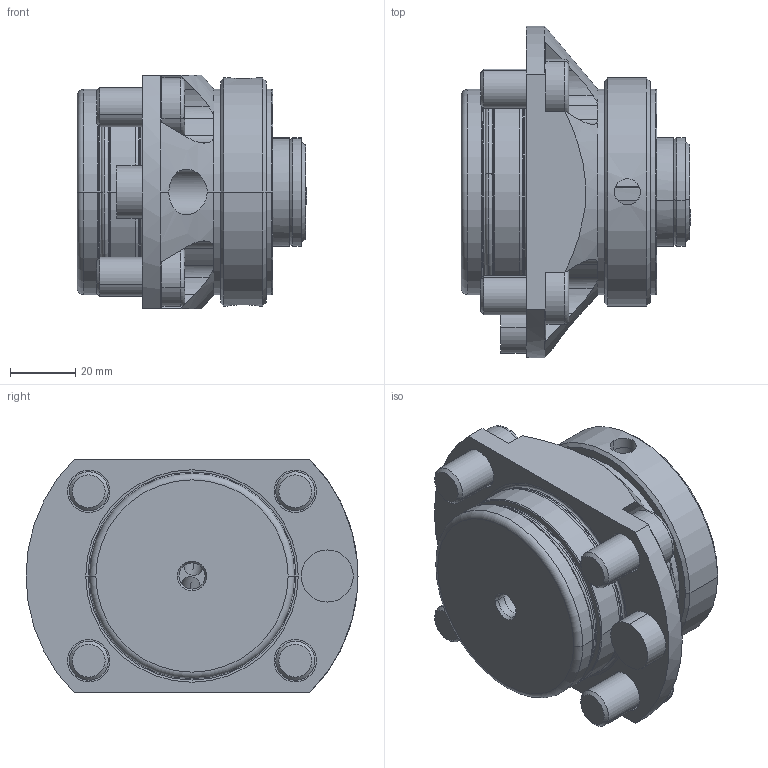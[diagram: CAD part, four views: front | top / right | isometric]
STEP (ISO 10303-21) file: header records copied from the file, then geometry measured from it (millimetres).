
FILE_DESCRIPTION (( 'STEP AP214' ), '1' );
FILE_NAME ('U63.HA6.001.040.STEP', '2011-10-06T11:45:11', ( 'SwiAdmin' ), ( '' ), 'SwSTEP 2.0', 'SolidWorks 2011', '' );
FILE_SCHEMA (( 'AUTOMOTIVE_DESIGN' ));
Length unit declared in the file: millimetre
Products named in the file (15): DIN 3771 - 55x2.5; DIN 7984 - M12 x 20_DIN 7984 - M12 x 20 --- 20N; U63-ER1.001.014_A; HA6-ER2.002.010; ISO 2338 - 5 h8 x 14_Default; HA6-ER1.001.000; Stift6; Spindel6; Backe6; Dichtung6; O-Ring; Grundkörper1; HA6-ER3.003.014; U63-HA6.001.040_C; U63.HA6.001.040
Assembly tree (18 placements, depth 3):
  U63.HA6.001.040
    DIN 7984 - M12 x 20_DIN 7984 - M12 x 20 --- 20N  x4
    DIN 3771 - 55x2.5
    HA6-ER3.003.014
    HA6-ER1.001.000
      Stift6
      Backe6  x2
      O-Ring
      Spindel6
      Dichtung6
      Grundkörper1
    U63-ER1.001.014_A
    U63-HA6.001.040_C
    HA6-ER2.002.010
    ISO 2338 - 5 h8 x 14_Default
Bounding box: 70.5 x 101.9 x 71.8 mm (x, y, z)
Volume: 216894.4 mm3; surface area: 70988.1 mm2
Topology: 17 solids, 17 shells, 496 faces, 1176 edges, 723 vertices
Faces by surface type: plane 184, cylinder 174, cone 88, torus 42, bspline 8
Entity records: 15212 total; most frequent: CARTESIAN_POINT 4009, DIRECTION 2175, ORIENTED_EDGE 1972, EDGE_CURVE 986, AXIS2_PLACEMENT_3D 886, VERTEX_POINT 618, EDGE_LOOP 472, CIRCLE 459
